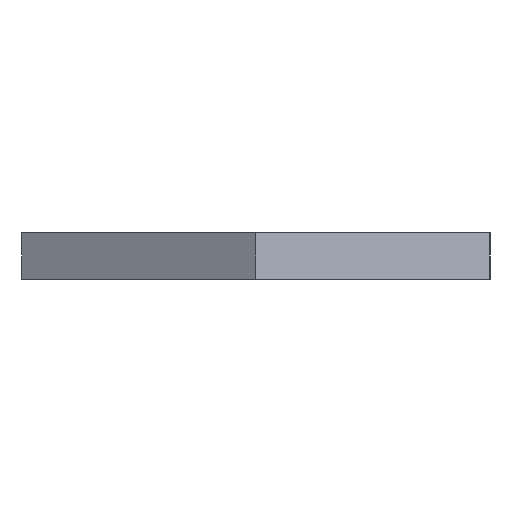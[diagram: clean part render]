
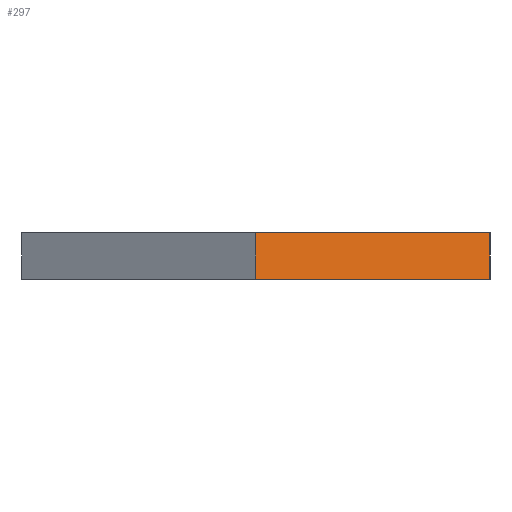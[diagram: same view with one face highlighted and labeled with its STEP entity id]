
A CAD part, front view. The second image highlights one B-rep face of the part: STEP entity #297.
In plain terms, the highlighted planar face has unit normal (0.5, -0.866, 0).
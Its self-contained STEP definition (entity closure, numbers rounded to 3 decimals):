
#21=PLANE('',#330);
#39=FACE_OUTER_BOUND('',#56,.T.);
#56=EDGE_LOOP('',(#257,#258,#259,#260));
#87=LINE('',#1433,#109);
#97=LINE('',#1454,#119);
#98=LINE('',#1457,#120);
#99=LINE('',#1458,#121);
#109=VECTOR('',#362,10.);
#119=VECTOR('',#382,10.);
#120=VECTOR('',#385,10.);
#121=VECTOR('',#386,10.);
#143=VERTEX_POINT('',#1430);
#144=VERTEX_POINT('',#1432);
#150=VERTEX_POINT('',#1452);
#151=VERTEX_POINT('',#1456);
#178=EDGE_CURVE('',#143,#144,#87,.T.);
#189=EDGE_CURVE('',#150,#144,#97,.T.);
#190=EDGE_CURVE('',#151,#150,#98,.T.);
#191=EDGE_CURVE('',#151,#143,#99,.T.);
#257=ORIENTED_EDGE('',*,*,#190,.T.);
#258=ORIENTED_EDGE('',*,*,#189,.T.);
#259=ORIENTED_EDGE('',*,*,#178,.F.);
#260=ORIENTED_EDGE('',*,*,#191,.F.);
#297=ADVANCED_FACE('',(#39),#21,.T.);
#330=AXIS2_PLACEMENT_3D('',#1455,#383,#384);
#362=DIRECTION('',(0.866,0.5,0.));
#382=DIRECTION('',(0.,0.,1.));
#383=DIRECTION('center_axis',(0.5,-0.866,0.));
#384=DIRECTION('ref_axis',(0.866,0.5,0.));
#385=DIRECTION('',(0.866,0.5,0.));
#386=DIRECTION('',(0.,0.,1.));
#1430=CARTESIAN_POINT('',(0.,-28.868,222.));
#1432=CARTESIAN_POINT('',(25.,-14.434,222.));
#1433=CARTESIAN_POINT('',(0.,-28.868,222.));
#1452=CARTESIAN_POINT('',(25.,-14.434,217.));
#1454=CARTESIAN_POINT('',(25.,-14.434,217.));
#1455=CARTESIAN_POINT('Origin',(0.,-28.868,
217.));
#1456=CARTESIAN_POINT('',(0.,-28.868,217.));
#1457=CARTESIAN_POINT('',(0.,-28.868,217.));
#1458=CARTESIAN_POINT('',(0.,-28.868,217.));
